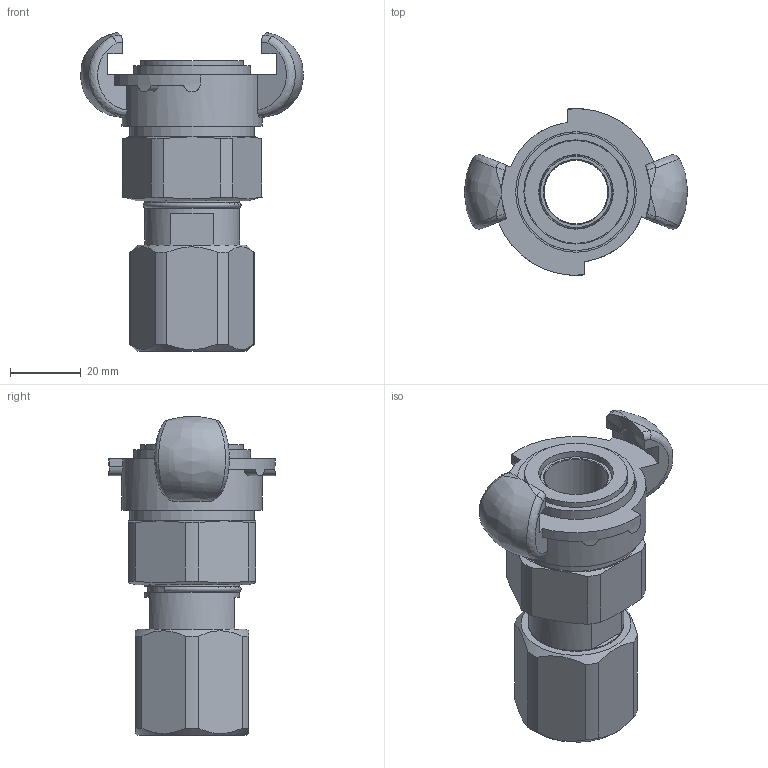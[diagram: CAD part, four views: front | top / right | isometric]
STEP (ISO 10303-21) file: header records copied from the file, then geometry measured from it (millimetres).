
FILE_DESCRIPTION(/* description */ (''),/* implementation_level */ '2;1');
FILE_NAME(/* name */ 'eksi_34_v.stp',/* time_stamp */ '2022-09-17T15:09:10+02:00',/* author */ ('meier'),/* organization */ (''),/* preprocessor_version */ 'ST-DEVELOPER v18.1',/* originating_system */ 'Autodesk Inventor 2022',/* authorisation */ '0 mm^3');
FILE_SCHEMA (('AUTOMOTIVE_DESIGN { 1 0 10303 214 3 1 1 }'));
Length unit declared in the file: millimetre
Products named in the file (1): LUE_00017947
Bounding box: 62.97 x 47 x 89.91 mm (x, y, z)
Volume: 56520.4 mm3; surface area: 28744 mm2
Topology: 1 solids, 2 shells, 136 faces, 331 edges, 216 vertices
Faces by surface type: plane 57, cylinder 45, cone 18, torus 6, bspline 6, sphere 4
Full cylindrical faces by diameter (mm): 18 x1, 20.7 x1, 21 x1, 24.117 x1, 25 x1, 26.441 x1, 26.8 x2, 27 x1, 28.8 x1, 29 x3, 30 x1, 31 x1, 33 x1, 33.376 x1, 34 x1, 35 x1, 35.2 x1, 39.5 x1
Entity records: 4970 total; most frequent: CARTESIAN_POINT 1613, ORIENTED_EDGE 664, DIRECTION 648, EDGE_CURVE 332, AXIS2_PLACEMENT_3D 267, VERTEX_POINT 216, EDGE_LOOP 158, STYLED_ITEM 137
